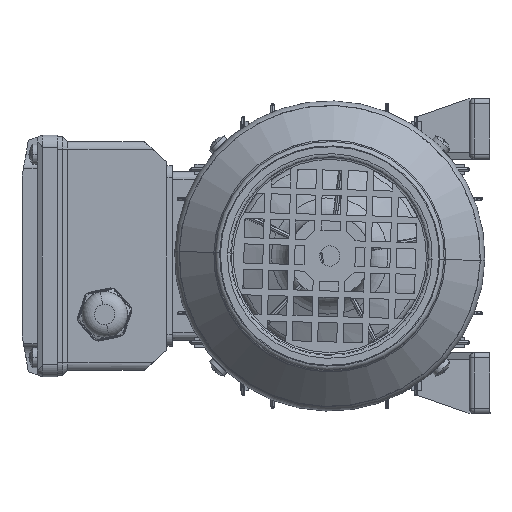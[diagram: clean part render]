
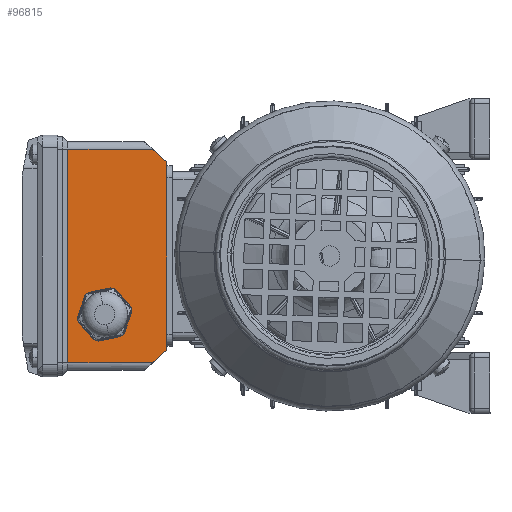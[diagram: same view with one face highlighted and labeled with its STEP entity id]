
A CAD part, left-side view. The second image highlights one B-rep face of the part: STEP entity #96815.
In plain terms, the highlighted face is planar.
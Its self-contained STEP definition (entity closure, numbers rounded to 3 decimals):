
#202 = EDGE_CURVE ( 'NONE', #103043, #26384, #45748, .T. ) ;
#1105 = ORIENTED_EDGE ( 'NONE', *, *, #202, .T. ) ;
#1319 = VECTOR ( 'NONE', #115888, 1000. ) ;
#4329 = AXIS2_PLACEMENT_3D ( 'NONE', #121439, #17043, #5303 ) ;
#5303 = DIRECTION ( 'NONE',  ( 1., 0., 0. ) ) ;
#8797 = VERTEX_POINT ( 'NONE', #64163 ) ;
#9633 = CARTESIAN_POINT ( 'NONE',  ( 42., 0., -56.75 ) ) ;
#14567 = CARTESIAN_POINT ( 'NONE',  ( -42., 0., -56.75 ) ) ;
#14740 = EDGE_CURVE ( 'NONE', #34961, #52098, #67998, .T. ) ;
#17043 = DIRECTION ( 'NONE',  ( 0., 0., 1. ) ) ;
#19274 = VECTOR ( 'NONE', #113990, 1000. ) ;
#21470 = CARTESIAN_POINT ( 'NONE',  ( -37., -45.5, -56.75 ) ) ;
#23953 = CARTESIAN_POINT ( 'NONE',  ( -45., -36.5, -56.75 ) ) ;
#25000 = VECTOR ( 'NONE', #36105, 1000. ) ;
#25426 = CARTESIAN_POINT ( 'NONE',  ( 37., -45.5, -56.75 ) ) ;
#26384 = VERTEX_POINT ( 'NONE', #93155 ) ;
#28019 = PLANE ( 'NONE',  #52311 ) ;
#30171 = LINE ( 'NONE', #21470, #102477 ) ;
#30967 = EDGE_LOOP ( 'NONE', ( #1105, #56007 ) ) ;
#33552 = DIRECTION ( 'NONE',  ( 0., 0., 1. ) ) ;
#34961 = VERTEX_POINT ( 'NONE', #109503 ) ;
#35258 = DIRECTION ( 'NONE',  ( 0., 0., 1. ) ) ;
#36105 = DIRECTION ( 'NONE',  ( -1., 0., 0. ) ) ;
#36890 = CARTESIAN_POINT ( 'NONE',  ( 45., -36.5, -56.75 ) ) ;
#37303 = CARTESIAN_POINT ( 'NONE',  ( 42., -39.875, -56.75 ) ) ;
#45473 = EDGE_CURVE ( 'NONE', #8797, #122543, #119446, .T. ) ;
#45748 = CIRCLE ( 'NONE', #61638, 8. ) ;
#45927 = EDGE_CURVE ( 'NONE', #52098, #108494, #30171, .T. ) ;
#46968 = ORIENTED_EDGE ( 'NONE', *, *, #45473, .F. ) ;
#47248 = FACE_OUTER_BOUND ( 'NONE', #108793, .T. ) ;
#52098 = VERTEX_POINT ( 'NONE', #108276 ) ;
#52311 = AXIS2_PLACEMENT_3D ( 'NONE', #103773, #33552, #98139 ) ;
#56007 = ORIENTED_EDGE ( 'NONE', *, *, #86940, .T. ) ;
#61638 = AXIS2_PLACEMENT_3D ( 'NONE', #99897, #35258, #71319 ) ;
#61677 = ORIENTED_EDGE ( 'NONE', *, *, #45927, .F. ) ;
#63026 = LINE ( 'NONE', #36890, #76599 ) ;
#64163 = CARTESIAN_POINT ( 'NONE',  ( 42., -6.5, -56.75 ) ) ;
#65911 = ORIENTED_EDGE ( 'NONE', *, *, #14740, .F. ) ;
#67998 = LINE ( 'NONE', #23953, #1319 ) ;
#71319 = DIRECTION ( 'NONE',  ( 1., 0., 0. ) ) ;
#71589 = CARTESIAN_POINT ( 'NONE',  ( -42., -6.5, -56.75 ) ) ;
#76599 = VECTOR ( 'NONE', #92199, 1000. ) ;
#76717 = DIRECTION ( 'NONE',  ( 1., 0., 0. ) ) ;
#79783 = DIRECTION ( 'NONE',  ( 0., 1., 0. ) ) ;
#81620 = CIRCLE ( 'NONE', #4329, 8. ) ;
#86940 = EDGE_CURVE ( 'NONE', #26384, #103043, #81620, .T. ) ;
#92199 = DIRECTION ( 'NONE',  ( 0.664, 0.747, 0. ) ) ;
#93155 = CARTESIAN_POINT ( 'NONE',  ( 15., -21., -56.75 ) ) ;
#94227 = CARTESIAN_POINT ( 'NONE',  ( 31., -21., -56.75 ) ) ;
#94703 = LINE ( 'NONE', #9633, #19274 ) ;
#96330 = EDGE_CURVE ( 'NONE', #34961, #122543, #99056, .T. ) ;
#96815 = ADVANCED_FACE ( 'NONE', ( #113124, #47248 ), #28019, .F. ) ;
#98139 = DIRECTION ( 'NONE',  ( 1., 0., 0. ) ) ;
#98636 = ORIENTED_EDGE ( 'NONE', *, *, #96330, .T. ) ;
#99056 = LINE ( 'NONE', #14567, #99843 ) ;
#99843 = VECTOR ( 'NONE', #79783, 1000. ) ;
#99897 = CARTESIAN_POINT ( 'NONE',  ( 23., -21., -56.75 ) ) ;
#102477 = VECTOR ( 'NONE', #76717, 1000. ) ;
#103043 = VERTEX_POINT ( 'NONE', #94227 ) ;
#103477 = EDGE_CURVE ( 'NONE', #8797, #119502, #94703, .T. ) ;
#103773 = CARTESIAN_POINT ( 'NONE',  ( 0., 0., -56.75 ) ) ;
#105030 = ORIENTED_EDGE ( 'NONE', *, *, #112989, .F. ) ;
#108276 = CARTESIAN_POINT ( 'NONE',  ( -37., -45.5, -56.75 ) ) ;
#108494 = VERTEX_POINT ( 'NONE', #25426 ) ;
#108793 = EDGE_LOOP ( 'NONE', ( #98636, #46968, #113756, #105030, #61677, #65911 ) ) ;
#109503 = CARTESIAN_POINT ( 'NONE',  ( -42., -39.875, -56.75 ) ) ;
#112989 = EDGE_CURVE ( 'NONE', #108494, #119502, #63026, .T. ) ;
#113124 = FACE_BOUND ( 'NONE', #30967, .T. ) ;
#113756 = ORIENTED_EDGE ( 'NONE', *, *, #103477, .T. ) ;
#113990 = DIRECTION ( 'NONE',  ( 0., -1., 0. ) ) ;
#115888 = DIRECTION ( 'NONE',  ( 0.664, -0.747, 0. ) ) ;
#119446 = LINE ( 'NONE', #121258, #25000 ) ;
#119502 = VERTEX_POINT ( 'NONE', #37303 ) ;
#121258 = CARTESIAN_POINT ( 'NONE',  ( 42., -6.5, -56.75 ) ) ;
#121439 = CARTESIAN_POINT ( 'NONE',  ( 23., -21., -56.75 ) ) ;
#122543 = VERTEX_POINT ( 'NONE', #71589 ) ;
